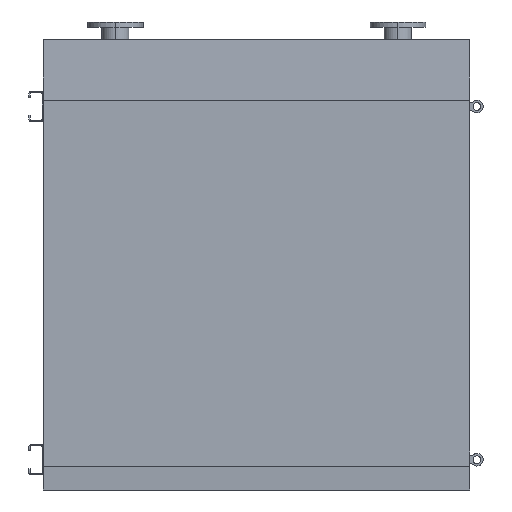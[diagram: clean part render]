
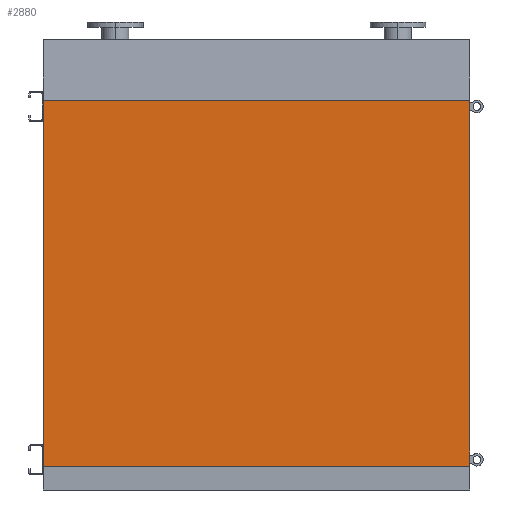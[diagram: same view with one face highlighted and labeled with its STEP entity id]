
A CAD part, front view. The second image highlights one B-rep face of the part: STEP entity #2880.
In plain terms, the highlighted planar face has unit normal (0, -1, 0).
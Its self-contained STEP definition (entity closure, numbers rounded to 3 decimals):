
#26 = DIRECTION ( 'NONE',  ( 0., 0., 1. ) ) ;
#53 = ORIENTED_EDGE ( 'NONE', *, *, #7027, .T. ) ;
#174 = EDGE_CURVE ( 'NONE', #5281, #6746, #412, .T. ) ;
#221 = ORIENTED_EDGE ( 'NONE', *, *, #6845, .F. ) ;
#412 = LINE ( 'NONE', #1507, #6400 ) ;
#962 = EDGE_CURVE ( 'NONE', #5281, #3924, #3510, .T. ) ;
#1225 = FACE_OUTER_BOUND ( 'NONE', #4390, .T. ) ;
#1507 = CARTESIAN_POINT ( 'NONE',  ( -845., 0., -1450. ) ) ;
#1742 = CARTESIAN_POINT ( 'NONE',  ( 845., 0., -1450. ) ) ;
#2366 = CARTESIAN_POINT ( 'NONE',  ( -845., 0., -1450. ) ) ;
#2378 = DIRECTION ( 'NONE',  ( 0., 0., 1. ) ) ;
#2421 = CARTESIAN_POINT ( 'NONE',  ( 845., 0., 0. ) ) ;
#2447 = CARTESIAN_POINT ( 'NONE',  ( 845., 0., -1450. ) ) ;
#2573 = DIRECTION ( 'NONE',  ( 0., 0., -1. ) ) ;
#2880 = ADVANCED_FACE ( 'NONE', ( #1225 ), #5733, .T. ) ;
#3128 = VECTOR ( 'NONE', #2378, 1000. ) ;
#3280 = CARTESIAN_POINT ( 'NONE',  ( -845., 0., 0. ) ) ;
#3409 = VERTEX_POINT ( 'NONE', #2421 ) ;
#3479 = AXIS2_PLACEMENT_3D ( 'NONE', #2366, #4225, #2573 ) ;
#3510 = LINE ( 'NONE', #6773, #3128 ) ;
#3867 = LINE ( 'NONE', #3280, #4822 ) ;
#3924 = VERTEX_POINT ( 'NONE', #6035 ) ;
#4225 = DIRECTION ( 'NONE',  ( 0., -1., 0. ) ) ;
#4306 = DIRECTION ( 'NONE',  ( 1., 0., 0. ) ) ;
#4390 = EDGE_LOOP ( 'NONE', ( #221, #4820, #5511, #53 ) ) ;
#4820 = ORIENTED_EDGE ( 'NONE', *, *, #962, .F. ) ;
#4822 = VECTOR ( 'NONE', #4306, 1000. ) ;
#5281 = VERTEX_POINT ( 'NONE', #5921 ) ;
#5407 = VECTOR ( 'NONE', #26, 1000. ) ;
#5511 = ORIENTED_EDGE ( 'NONE', *, *, #174, .T. ) ;
#5733 = PLANE ( 'NONE',  #3479 ) ;
#5921 = CARTESIAN_POINT ( 'NONE',  ( -845., 0., -1450. ) ) ;
#6035 = CARTESIAN_POINT ( 'NONE',  ( -845., 0., 0. ) ) ;
#6140 = LINE ( 'NONE', #1742, #5407 ) ;
#6400 = VECTOR ( 'NONE', #6938, 1000. ) ;
#6746 = VERTEX_POINT ( 'NONE', #2447 ) ;
#6773 = CARTESIAN_POINT ( 'NONE',  ( -845., 0., -1450. ) ) ;
#6845 = EDGE_CURVE ( 'NONE', #3924, #3409, #3867, .T. ) ;
#6938 = DIRECTION ( 'NONE',  ( 1., 0., 0. ) ) ;
#7027 = EDGE_CURVE ( 'NONE', #6746, #3409, #6140, .T. ) ;
